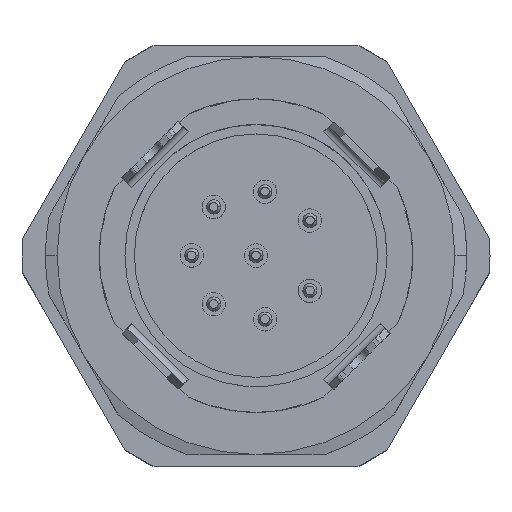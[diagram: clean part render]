
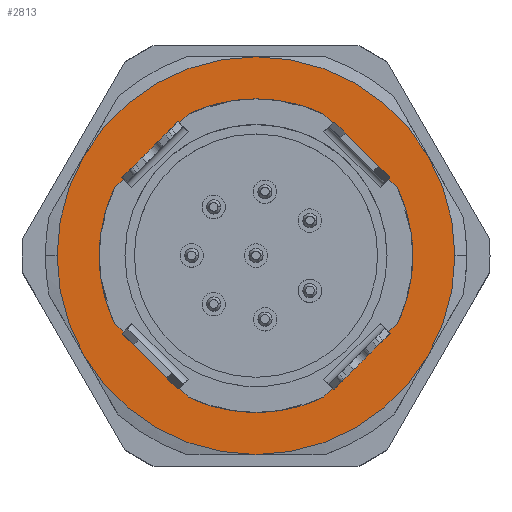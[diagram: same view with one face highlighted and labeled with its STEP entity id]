
A CAD part, top view. The second image highlights one B-rep face of the part: STEP entity #2813.
In plain terms, the highlighted planar face has unit normal (0, 0, 1).
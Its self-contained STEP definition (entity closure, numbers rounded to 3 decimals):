
#2589=AXIS2_PLACEMENT_3D('Circle Axis2P3D',#2587,#2588,$) ;
#2613=AXIS2_PLACEMENT_3D('Circle Axis2P3D',#2611,#2612,$) ;
#2630=AXIS2_PLACEMENT_3D('Circle Axis2P3D',#2628,#2629,$) ;
#2647=AXIS2_PLACEMENT_3D('Circle Axis2P3D',#2645,#2646,$) ;
#2664=AXIS2_PLACEMENT_3D('Circle Axis2P3D',#2662,#2663,$) ;
#2688=AXIS2_PLACEMENT_3D('Circle Axis2P3D',#2686,#2687,$) ;
#2705=AXIS2_PLACEMENT_3D('Circle Axis2P3D',#2703,#2704,$) ;
#2722=AXIS2_PLACEMENT_3D('Circle Axis2P3D',#2720,#2721,$) ;
#2735=AXIS2_PLACEMENT_3D('Plane Axis2P3D',#2732,#2733,#2734) ;
#2749=AXIS2_PLACEMENT_3D('Circle Axis2P3D',#2747,#2748,$) ;
#2765=AXIS2_PLACEMENT_3D('Circle Axis2P3D',#2763,#2764,$) ;
#2779=AXIS2_PLACEMENT_3D('Circle Axis2P3D',#2777,#2778,$) ;
#2793=AXIS2_PLACEMENT_3D('Circle Axis2P3D',#2791,#2792,$) ;
#2186=CARTESIAN_POINT('Vertex',(17.361,13.25,19.5)) ;
#2272=CARTESIAN_POINT('Vertex',(17.361,4.75,19.5)) ;
#2334=CARTESIAN_POINT('Vertex',(10.,0.5,19.5)) ;
#2396=CARTESIAN_POINT('Vertex',(2.639,4.75,19.5)) ;
#2484=CARTESIAN_POINT('Vertex',(2.639,13.25,19.5)) ;
#2546=CARTESIAN_POINT('Vertex',(10.,17.5,19.5)) ;
#2587=CARTESIAN_POINT('Axis2P3D Location',(10.,9.,19.5)) ;
#2608=CARTESIAN_POINT('Vertex',(18.5,9.,19.5)) ;
#2611=CARTESIAN_POINT('Axis2P3D Location',(10.,9.,19.5)) ;
#2628=CARTESIAN_POINT('Axis2P3D Location',(10.,9.,19.5)) ;
#2645=CARTESIAN_POINT('Axis2P3D Location',(10.,9.,19.5)) ;
#2662=CARTESIAN_POINT('Axis2P3D Location',(10.,9.,19.5)) ;
#2683=CARTESIAN_POINT('Vertex',(1.5,9.,19.5)) ;
#2686=CARTESIAN_POINT('Axis2P3D Location',(10.,9.,19.5)) ;
#2703=CARTESIAN_POINT('Axis2P3D Location',(10.,9.,19.5)) ;
#2720=CARTESIAN_POINT('Axis2P3D Location',(10.,9.,19.5)) ;
#2732=CARTESIAN_POINT('Axis2P3D Location',(10.,9.,19.5)) ;
#2747=CARTESIAN_POINT('Axis2P3D Location',(10.,9.,19.5)) ;
#2751=CARTESIAN_POINT('Vertex',(8.27,2.527,19.5)) ;
#2753=CARTESIAN_POINT('Vertex',(11.73,2.527,19.5)) ;
#2756=CARTESIAN_POINT('Line Origine',(5.899,4.899,19.5)) ;
#2760=CARTESIAN_POINT('Vertex',(3.527,7.27,19.5)) ;
#2763=CARTESIAN_POINT('Axis2P3D Location',(10.,9.,19.5)) ;
#2767=CARTESIAN_POINT('Vertex',(3.527,10.73,19.5)) ;
#2770=CARTESIAN_POINT('Line Origine',(5.899,13.101,19.5)) ;
#2774=CARTESIAN_POINT('Vertex',(8.27,15.473,19.5)) ;
#2777=CARTESIAN_POINT('Axis2P3D Location',(10.,9.,19.5)) ;
#2781=CARTESIAN_POINT('Vertex',(11.73,15.473,19.5)) ;
#2784=CARTESIAN_POINT('Line Origine',(14.101,13.101,19.5)) ;
#2788=CARTESIAN_POINT('Vertex',(16.473,10.73,19.5)) ;
#2791=CARTESIAN_POINT('Axis2P3D Location',(10.,9.,19.5)) ;
#2795=CARTESIAN_POINT('Vertex',(16.473,7.27,19.5)) ;
#2798=CARTESIAN_POINT('Line Origine',(14.101,4.899,19.5)) ;
#2588=DIRECTION('Axis2P3D Direction',(0.,0.,-1.)) ;
#2612=DIRECTION('Axis2P3D Direction',(0.,0.,-1.)) ;
#2629=DIRECTION('Axis2P3D Direction',(0.,0.,-1.)) ;
#2646=DIRECTION('Axis2P3D Direction',(0.,0.,-1.)) ;
#2663=DIRECTION('Axis2P3D Direction',(0.,0.,-1.)) ;
#2687=DIRECTION('Axis2P3D Direction',(0.,0.,-1.)) ;
#2704=DIRECTION('Axis2P3D Direction',(0.,0.,-1.)) ;
#2721=DIRECTION('Axis2P3D Direction',(0.,0.,-1.)) ;
#2733=DIRECTION('Axis2P3D Direction',(0.,-0.,1.)) ;
#2734=DIRECTION('Axis2P3D XDirection',(1.,0.,0.)) ;
#2748=DIRECTION('Axis2P3D Direction',(0.,-0.,1.)) ;
#2757=DIRECTION('Vector Direction',(-0.707,0.707,0.)) ;
#2764=DIRECTION('Axis2P3D Direction',(0.,-0.,1.)) ;
#2771=DIRECTION('Vector Direction',(0.707,0.707,0.)) ;
#2778=DIRECTION('Axis2P3D Direction',(0.,-0.,1.)) ;
#2785=DIRECTION('Vector Direction',(0.707,-0.707,0.)) ;
#2792=DIRECTION('Axis2P3D Direction',(0.,-0.,1.)) ;
#2799=DIRECTION('Vector Direction',(-0.707,-0.707,0.)) ;
#2758=VECTOR('Line Direction',#2757,1.) ;
#2772=VECTOR('Line Direction',#2771,1.) ;
#2786=VECTOR('Line Direction',#2785,1.) ;
#2800=VECTOR('Line Direction',#2799,1.) ;
#2738=ORIENTED_EDGE('',*,*,#2724,.T.) ;
#2739=ORIENTED_EDGE('',*,*,#2707,.T.) ;
#2740=ORIENTED_EDGE('',*,*,#2690,.T.) ;
#2741=ORIENTED_EDGE('',*,*,#2666,.T.) ;
#2742=ORIENTED_EDGE('',*,*,#2649,.T.) ;
#2743=ORIENTED_EDGE('',*,*,#2632,.T.) ;
#2744=ORIENTED_EDGE('',*,*,#2615,.T.) ;
#2745=ORIENTED_EDGE('',*,*,#2591,.T.) ;
#2804=ORIENTED_EDGE('',*,*,#2755,.F.) ;
#2805=ORIENTED_EDGE('',*,*,#2762,.T.) ;
#2806=ORIENTED_EDGE('',*,*,#2769,.F.) ;
#2807=ORIENTED_EDGE('',*,*,#2776,.T.) ;
#2808=ORIENTED_EDGE('',*,*,#2783,.F.) ;
#2809=ORIENTED_EDGE('',*,*,#2790,.T.) ;
#2810=ORIENTED_EDGE('',*,*,#2797,.F.) ;
#2811=ORIENTED_EDGE('',*,*,#2802,.T.) ;
#2812=FACE_BOUND('',#2803,.T.) ;
#2813=ADVANCED_FACE('V1',(#2746,#2812),#2736,.T.) ;
#2590=CIRCLE('generated circle',#2589,8.5) ;
#2614=CIRCLE('generated circle',#2613,8.5) ;
#2631=CIRCLE('generated circle',#2630,8.5) ;
#2648=CIRCLE('generated circle',#2647,8.5) ;
#2665=CIRCLE('generated circle',#2664,8.5) ;
#2689=CIRCLE('generated circle',#2688,8.5) ;
#2706=CIRCLE('generated circle',#2705,8.5) ;
#2723=CIRCLE('generated circle',#2722,8.5) ;
#2750=CIRCLE('generated circle',#2749,6.7) ;
#2766=CIRCLE('generated circle',#2765,6.7) ;
#2780=CIRCLE('generated circle',#2779,6.7) ;
#2794=CIRCLE('generated circle',#2793,6.7) ;
#2591=EDGE_CURVE('',#2187,#2547,#2590,.F.) ;
#2615=EDGE_CURVE('',#2609,#2187,#2614,.F.) ;
#2632=EDGE_CURVE('',#2273,#2609,#2631,.F.) ;
#2649=EDGE_CURVE('',#2335,#2273,#2648,.F.) ;
#2666=EDGE_CURVE('',#2397,#2335,#2665,.F.) ;
#2690=EDGE_CURVE('',#2684,#2397,#2689,.F.) ;
#2707=EDGE_CURVE('',#2485,#2684,#2706,.F.) ;
#2724=EDGE_CURVE('',#2547,#2485,#2723,.F.) ;
#2755=EDGE_CURVE('',#2752,#2754,#2750,.T.) ;
#2762=EDGE_CURVE('',#2752,#2761,#2759,.T.) ;
#2769=EDGE_CURVE('',#2768,#2761,#2766,.T.) ;
#2776=EDGE_CURVE('',#2768,#2775,#2773,.T.) ;
#2783=EDGE_CURVE('',#2782,#2775,#2780,.T.) ;
#2790=EDGE_CURVE('',#2782,#2789,#2787,.T.) ;
#2797=EDGE_CURVE('',#2796,#2789,#2794,.T.) ;
#2802=EDGE_CURVE('',#2796,#2754,#2801,.T.) ;
#2737=EDGE_LOOP('',(#2738,#2739,#2740,#2741,#2742,#2743,#2744,#2745)) ;
#2803=EDGE_LOOP('',(#2804,#2805,#2806,#2807,#2808,#2809,#2810,#2811)) ;
#2746=FACE_OUTER_BOUND('',#2737,.T.) ;
#2759=LINE('Line',#2756,#2758) ;
#2773=LINE('Line',#2770,#2772) ;
#2787=LINE('Line',#2784,#2786) ;
#2801=LINE('Line',#2798,#2800) ;
#2736=PLANE('',#2735) ;
#2187=VERTEX_POINT('',#2186) ;
#2273=VERTEX_POINT('',#2272) ;
#2335=VERTEX_POINT('',#2334) ;
#2397=VERTEX_POINT('',#2396) ;
#2485=VERTEX_POINT('',#2484) ;
#2547=VERTEX_POINT('',#2546) ;
#2609=VERTEX_POINT('',#2608) ;
#2684=VERTEX_POINT('',#2683) ;
#2752=VERTEX_POINT('',#2751) ;
#2754=VERTEX_POINT('',#2753) ;
#2761=VERTEX_POINT('',#2760) ;
#2768=VERTEX_POINT('',#2767) ;
#2775=VERTEX_POINT('',#2774) ;
#2782=VERTEX_POINT('',#2781) ;
#2789=VERTEX_POINT('',#2788) ;
#2796=VERTEX_POINT('',#2795) ;
